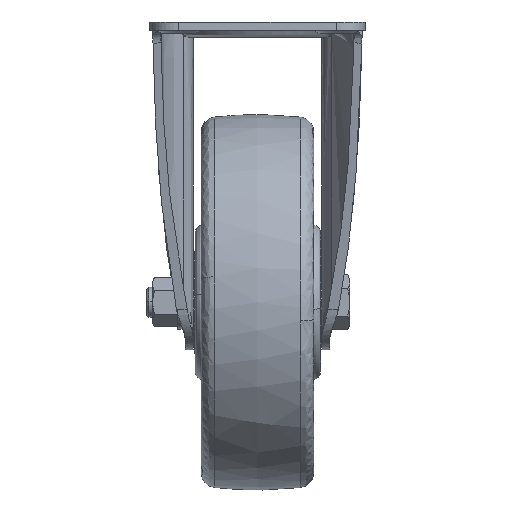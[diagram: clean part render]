
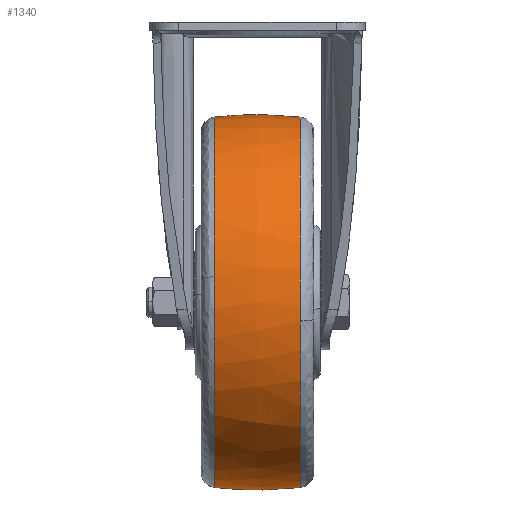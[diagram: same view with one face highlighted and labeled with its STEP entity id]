
A CAD part, left-side view. The second image highlights one B-rep face of the part: STEP entity #1340.
In plain terms, the highlighted free-form (B-spline) face has degree [2, 2] with [5, 5] control points.
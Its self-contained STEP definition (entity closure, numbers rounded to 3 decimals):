
#500=CARTESIAN_POINT('',(0.0,17.187,-37.988));
#501=VERTEX_POINT('',#500);
#532=CARTESIAN_POINT('',(-73.306,17.187,-101.802));
#533=VERTEX_POINT('',#532);
#547=CARTESIAN_POINT('',(0.0,17.187,-37.988));
#548=CARTESIAN_POINT('',(-64.428,17.187,-37.988));
#549=CARTESIAN_POINT('',(-73.306,17.187,-101.802));
#557=(BOUNDED_CURVE()B_SPLINE_CURVE(2,(#547,#548,#549),.UNSPECIFIED.,.F.,.U.)B_SPLINE_CURVE_WITH_KNOTS((3,3),(0.5,0.726),.UNSPECIFIED.)CURVE()GEOMETRIC_REPRESENTATION_ITEM()RATIONAL_B_SPLINE_CURVE((1.0,0.735,0.95))REPRESENTATION_ITEM(''));
#558=EDGE_CURVE('',#501,#533,#557,.T.);
#586=CARTESIAN_POINT('',(0.0,17.187,-186.012));
#587=VERTEX_POINT('',#586);
#601=CARTESIAN_POINT('',(-73.306,17.187,-101.802));
#602=CARTESIAN_POINT('',(-74.012,17.187,-106.877));
#603=CARTESIAN_POINT('',(-74.012,17.187,-112.));
#604=CARTESIAN_POINT('',(-74.012,17.187,-186.012));
#605=CARTESIAN_POINT('',(0.0,17.187,-186.012));
#613=(BOUNDED_CURVE()B_SPLINE_CURVE(2,(#601,#602,#603,#604,#605),.UNSPECIFIED.,.F.,.U.)B_SPLINE_CURVE_WITH_KNOTS((3,2,3),(0.726,0.75,1.0),.UNSPECIFIED.)CURVE()GEOMETRIC_REPRESENTATION_ITEM()RATIONAL_B_SPLINE_CURVE((0.95,0.972,1.0,0.707,1.0))REPRESENTATION_ITEM(''));
#614=EDGE_CURVE('',#533,#587,#613,.T.);
#1216=CARTESIAN_POINT('',(0.0,-17.187,-186.012));
#1217=VERTEX_POINT('',#1216);
#1218=CARTESIAN_POINT('',(0.0,-17.187,-186.012));
#1219=CARTESIAN_POINT('',(0.0,-12.909,-186.506));
#1220=CARTESIAN_POINT('',(0.0,-1.445,-187.33));
#1221=CARTESIAN_POINT('',(0.0,10.058,-186.835));
#1222=CARTESIAN_POINT('',(0.0,17.187,-186.012));
#1223=B_SPLINE_CURVE_WITH_KNOTS('',3,(#1218,#1219,#1220,#1221,#1222),.UNSPECIFIED.,.F.,.U.,(4,1,4),(0.,12.919,34.451),.UNSPECIFIED.);
#1224=EDGE_CURVE('',#1217,#587,#1223,.T.);
#1228=CARTESIAN_POINT('',(0.0,-17.187,-37.988));
#1229=VERTEX_POINT('',#1228);
#1230=CARTESIAN_POINT('',(0.0,-17.187,-37.988));
#1231=CARTESIAN_POINT('',(0.0,-12.909,-37.495));
#1232=CARTESIAN_POINT('',(0.0,-1.445,-36.67));
#1233=CARTESIAN_POINT('',(0.0,10.058,-37.165));
#1234=CARTESIAN_POINT('',(0.0,17.187,-37.988));
#1235=B_SPLINE_CURVE_WITH_KNOTS('',3,(#1230,#1231,#1232,#1233,#1234),.UNSPECIFIED.,.F.,.U.,(4,1,4),(0.,12.919,34.451),.UNSPECIFIED.);
#1236=EDGE_CURVE('',#1229,#501,#1235,.T.);
#1271=CARTESIAN_POINT('',(0.0,-18.92,-38.198));
#1272=CARTESIAN_POINT('',(0.0,-9.498,-37.0));
#1273=CARTESIAN_POINT('',(0.0,0.0,-37.));
#1274=CARTESIAN_POINT('',(0.0,9.498,-37.));
#1275=CARTESIAN_POINT('',(0.0,18.92,-38.198));
#1276=CARTESIAN_POINT('',(-73.802,-18.92,-38.198));
#1277=CARTESIAN_POINT('',(-75.,-9.498,-37.));
#1278=CARTESIAN_POINT('',(-75.,0.0,-37.));
#1279=CARTESIAN_POINT('',(-75.0,9.498,-37.));
#1280=CARTESIAN_POINT('',(-73.802,18.92,-38.198));
#1281=CARTESIAN_POINT('',(-73.802,-18.92,-112.));
#1282=CARTESIAN_POINT('',(-75.,-9.498,-112.));
#1283=CARTESIAN_POINT('',(-75.0,0.0,-112.0));
#1284=CARTESIAN_POINT('',(-75.0,9.498,-112.));
#1285=CARTESIAN_POINT('',(-73.802,18.92,-112.));
#1286=CARTESIAN_POINT('',(-73.802,-18.92,-185.802));
#1287=CARTESIAN_POINT('',(-75.,-9.498,-187.));
#1288=CARTESIAN_POINT('',(-75.,0.0,-187.0));
#1289=CARTESIAN_POINT('',(-75.0,9.498,-187.));
#1290=CARTESIAN_POINT('',(-73.802,18.92,-185.802));
#1291=CARTESIAN_POINT('',(0.0,-18.92,-185.802));
#1292=CARTESIAN_POINT('',(0.0,-9.498,-187.0));
#1293=CARTESIAN_POINT('',(0.0,0.0,-187.0));
#1294=CARTESIAN_POINT('',(0.0,9.498,-187.0));
#1295=CARTESIAN_POINT('',(0.0,18.92,-185.802));
#1303=(BOUNDED_SURFACE()B_SPLINE_SURFACE(2,2,((#1271,#1276,#1281,#1286,#1291),(#1272,#1277,#1282,#1287,#1292),(#1273,#1278,#1283,#1288,#1293),(#1274,#1279,#1284,#1289,#1294),(#1275,#1280,#1285,#1290,#1295)),.UNSPECIFIED.,.F.,.F.,.U.)B_SPLINE_SURFACE_WITH_KNOTS((3,2,3),(3,2,3),(0.0,19.241,38.483),(0.0,124.264,248.528),.UNSPECIFIED.)GEOMETRIC_REPRESENTATION_ITEM()RATIONAL_B_SPLINE_SURFACE(((0.971,0.686,0.971,0.686,0.971),(0.983,0.695,0.983,0.695,0.983),(1.0,0.707,1.0,0.707,1.0),(0.983,0.695,0.983,0.695,0.983),(0.971,0.686,0.971,0.686,0.971)))REPRESENTATION_ITEM('')SURFACE());
#1304=ORIENTED_EDGE('',*,*,#1224,.F.);
#1305=CARTESIAN_POINT('',(-73.638,-17.187,-119.428));
#1306=VERTEX_POINT('',#1305);
#1307=CARTESIAN_POINT('',(-73.638,-17.187,-119.428));
#1308=CARTESIAN_POINT('',(-66.922,-17.187,-186.012));
#1309=CARTESIAN_POINT('',(0.0,-17.187,-186.012));
#1317=(BOUNDED_CURVE()B_SPLINE_CURVE(2,(#1307,#1308,#1309),.UNSPECIFIED.,.F.,.U.)B_SPLINE_CURVE_WITH_KNOTS((3,3),(0.767,1.0),.UNSPECIFIED.)CURVE()GEOMETRIC_REPRESENTATION_ITEM()RATIONAL_B_SPLINE_CURVE((0.962,0.728,1.0))REPRESENTATION_ITEM(''));
#1318=EDGE_CURVE('',#1306,#1217,#1317,.T.);
#1319=ORIENTED_EDGE('',*,*,#1318,.F.);
#1320=CARTESIAN_POINT('',(0.0,-17.187,-37.988));
#1321=CARTESIAN_POINT('',(-74.012,-17.187,-37.988));
#1322=CARTESIAN_POINT('',(-74.012,-17.187,-112.));
#1323=CARTESIAN_POINT('',(-74.012,-17.187,-115.723));
#1324=CARTESIAN_POINT('',(-73.638,-17.187,-119.428));
#1332=(BOUNDED_CURVE()B_SPLINE_CURVE(2,(#1320,#1321,#1322,#1323,#1324),.UNSPECIFIED.,.F.,.U.)B_SPLINE_CURVE_WITH_KNOTS((3,2,3),(0.5,0.75,0.767),.UNSPECIFIED.)CURVE()GEOMETRIC_REPRESENTATION_ITEM()RATIONAL_B_SPLINE_CURVE((1.0,0.707,1.0,0.98,0.962))REPRESENTATION_ITEM(''));
#1333=EDGE_CURVE('',#1229,#1306,#1332,.T.);
#1334=ORIENTED_EDGE('',*,*,#1333,.F.);
#1335=ORIENTED_EDGE('',*,*,#1236,.T.);
#1336=ORIENTED_EDGE('',*,*,#558,.T.);
#1337=ORIENTED_EDGE('',*,*,#614,.T.);
#1338=EDGE_LOOP('',(#1304,#1319,#1334,#1335,#1336,#1337));
#1339=FACE_OUTER_BOUND('',#1338,.T.);
#1340=ADVANCED_FACE('',(#1339),#1303,.T.);
